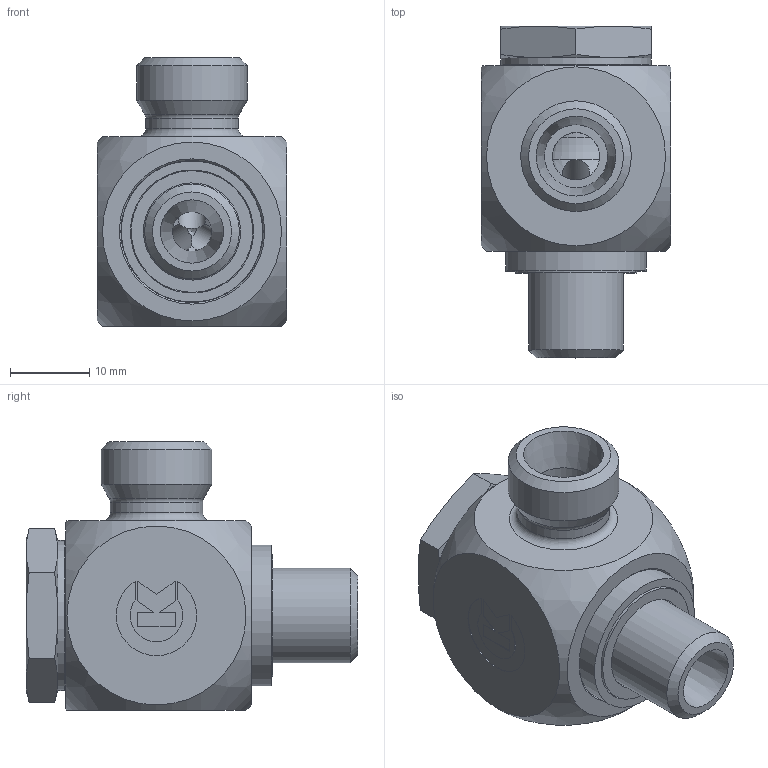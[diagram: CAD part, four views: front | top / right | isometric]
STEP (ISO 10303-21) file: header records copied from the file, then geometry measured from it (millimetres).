
FILE_DESCRIPTION((''),'2;1');
FILE_NAME('80761081214.stp','2014-09-05T19:34:57',(''),('KNOMI spol. s r. o.'),'Autodesk Inventor 2012','Autodesk Inventor 2012','');
FILE_SCHEMA(('AUTOMOTIVE_DESIGN { 1 2 10303 214 0 1 1 1 }'));
Length unit declared in the file: millimetre
Products named in the file (7): SPEM2 8LM M12x1.5 / M14x1.5 "pryž"; 7471 2 1214; 7092 35 0612; 60710020; 8077012; 80775212; 80775112
Assembly tree (6 placements, depth 3):
  SPEM2 8LM M12x1.5 / M14x1.5 "pryž"
    7471 2 1214
    7092 35 0612
    60710020
    8077012
      80775212
      80775112
Bounding box: 24 x 42 x 34 mm (x, y, z)
Volume: 15505.4 mm3; surface area: 8864.9 mm2
Topology: 5 solids, 5 shells, 148 faces, 344 edges, 219 vertices
Faces by surface type: plane 73, cone 31, cylinder 30, torus 13, sphere 1
Full cylindrical faces by diameter (mm): 3.5 x3, 5 x1, 6 x1, 8 x1, 10 x1, 11.7 x1, 12 x1, 12.3 x1, 12.8 x1, 13.1 x1, 13.96 x3, 14 x2, 15.4 x2, 15.6 x2, 17.9 x1, 18 x1, 19 x1
Entity records: 4351 total; most frequent: CARTESIAN_POINT 934, DIRECTION 653, ORIENTED_EDGE 540, EDGE_CURVE 270, AXIS2_PLACEMENT_3D 262, EDGE_LOOP 232, VERTEX_POINT 200, STYLED_ITEM 153
